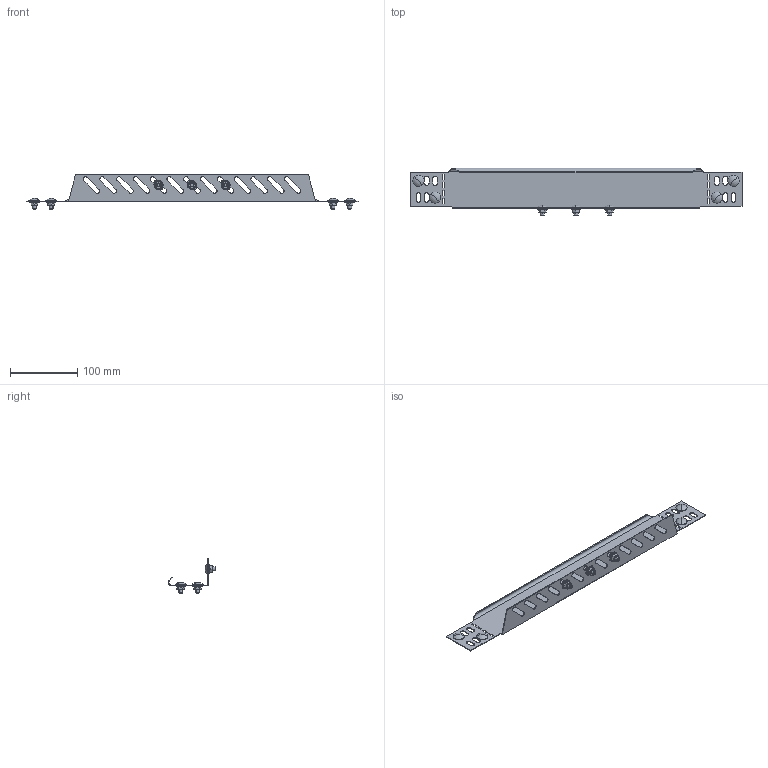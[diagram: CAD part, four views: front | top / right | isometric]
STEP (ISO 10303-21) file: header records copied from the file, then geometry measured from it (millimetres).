
FILE_DESCRIPTION (( 'STEP AP214' ), '1' );
FILE_NAME ('7195342.STEP', '2019-11-14T08:58:37', ( '' ), ( '' ), 'SwSTEP 2.0', 'SolidWorks 2018', '' );
FILE_SCHEMA (( 'AUTOMOTIVE_DESIGN' ));
Length unit declared in the file: millimetre
Products named in the file (4): 020342_DIN 603 M6x12; 7195342; 020262_DIN EN 1661 - M6; KTS 07.054-010_RWEB 60 x 400
Assembly tree (15 placements, depth 2):
  7195342
    KTS 07.054-010_RWEB 60 x 400
    020342_DIN 603 M6x12  x7
    020262_DIN EN 1661 - M6  x7
Bounding box: 495 x 71 x 51 mm (x, y, z)
Volume: 52124.7 mm3; surface area: 96778.5 mm2
Topology: 15 solids, 15 shells, 579 faces, 1415 edges, 873 vertices
Faces by surface type: plane 202, cylinder 170, cone 133, bspline 46, sphere 14, torus 14
Entity records: 8149 total; most frequent: CARTESIAN_POINT 1877, ORIENTED_EDGE 1270, DIRECTION 1219, EDGE_CURVE 635, VERTEX_POINT 411, AXIS2_PLACEMENT_3D 411, VECTOR 397, LINE 397
